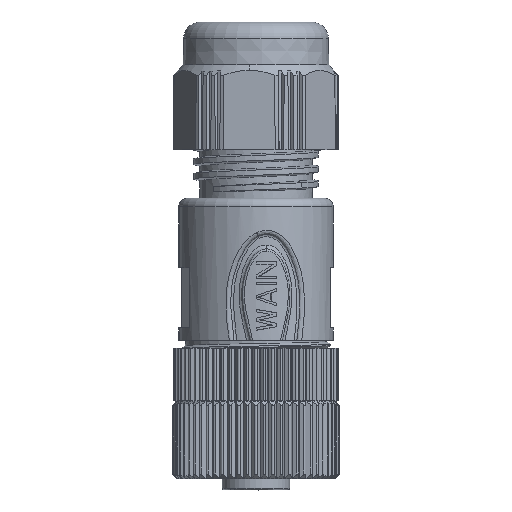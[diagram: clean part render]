
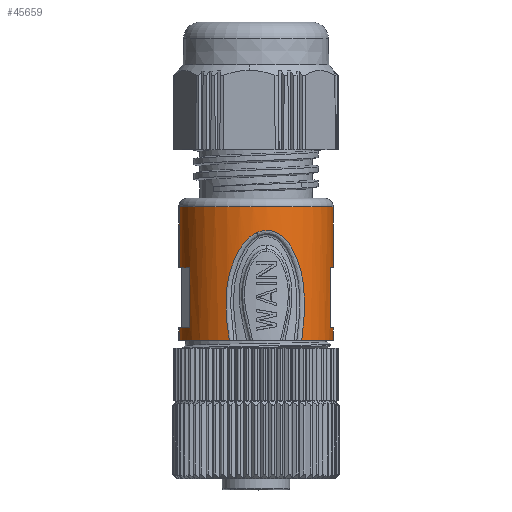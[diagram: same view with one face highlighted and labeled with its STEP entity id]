
A CAD part, top view. The second image highlights one B-rep face of the part: STEP entity #45659.
In plain terms, the highlighted cylindrical face has radius 9.25 mm (diameter 18.5 mm), a partial arc.
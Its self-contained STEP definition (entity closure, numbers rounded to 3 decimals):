
#14212=CARTESIAN_POINT('',(0.,7.3,0.));
#14213=DIRECTION('',(0.,1.,0.));
#14214=DIRECTION('',(0.591,0.,0.806));
#14215=AXIS2_PLACEMENT_3D('',#14212,#14213,#14214);
#14242=CARTESIAN_POINT('',(0.,7.3,0.));
#14243=DIRECTION('',(0.,1.,0.));
#14244=DIRECTION('',(-0.99,0.,0.139));
#14245=AXIS2_PLACEMENT_3D('',#14242,#14243,#14244);
#14301=DIRECTION('',(0.,1.,0.));
#14302=VECTOR('',#14301,1.5);
#14303=CARTESIAN_POINT('',(-9.16,7.3,1.287));
#14304=LINE('',#14303,#14302);
#14305=DIRECTION('',(0.,1.,0.));
#14306=VECTOR('',#14305,7.2);
#14307=CARTESIAN_POINT('',(-7.909,8.8,4.796));
#14308=LINE('',#14307,#14306);
#14309=DIRECTION('',(0.,1.,0.));
#14310=VECTOR('',#14309,7.3);
#14311=CARTESIAN_POINT('',(-9.16,16.,1.287));
#14312=LINE('',#14311,#14310);
#14313=DIRECTION('',(0.,-1.,0.));
#14314=VECTOR('',#14313,7.2);
#14315=CARTESIAN_POINT('',(8.925,16.,2.43));
#14316=LINE('',#14315,#14314);
#14317=CARTESIAN_POINT('',(0.071,20.187,
9.25));
#14318=CARTESIAN_POINT('',(-0.026,20.144,
9.25));
#14319=CARTESIAN_POINT('',(-0.222,20.044,
9.249));
#14320=CARTESIAN_POINT('',(-0.521,19.849,
9.237));
#14321=CARTESIAN_POINT('',(-0.832,19.6,
9.214));
#14322=CARTESIAN_POINT('',(-1.152,19.285,
9.18));
#14323=CARTESIAN_POINT('',(-1.481,18.896,
9.133));
#14324=CARTESIAN_POINT('',(-1.816,18.424,
9.072));
#14325=CARTESIAN_POINT('',(-2.153,17.861,
8.998));
#14326=CARTESIAN_POINT('',(-2.494,17.199,
8.91));
#14327=CARTESIAN_POINT('',(-2.822,16.441,
8.811));
#14328=CARTESIAN_POINT('',(-3.095,15.644,
8.718));
#14329=CARTESIAN_POINT('',(-3.305,14.827,
8.64));
#14330=CARTESIAN_POINT('',(-3.461,13.953,
8.578));
#14331=CARTESIAN_POINT('',(-3.567,12.959,
8.535));
#14332=CARTESIAN_POINT('',(-3.61,11.814,
8.516));
#14333=CARTESIAN_POINT('',(-3.577,10.504,
8.531));
#14334=CARTESIAN_POINT('',(-3.452,9.017,
8.583));
#14335=CARTESIAN_POINT('',(-3.295,7.893,
8.644));
#14336=CARTESIAN_POINT('',(-3.197,7.3,
8.68));
#14338=DIRECTION('',(0.,1.,0.));
#14339=VECTOR('',#14338,1.5);
#14340=CARTESIAN_POINT('',(9.16,7.3,-1.287));
#14341=LINE('',#14340,#14339);
#14346=DIRECTION('',(0.,1.,0.));
#14347=VECTOR('',#14346,7.3);
#14348=CARTESIAN_POINT('',(9.16,16.,-1.287));
#14349=LINE('',#14348,#14347);
#14388=CARTESIAN_POINT('',(0.,8.8,0.));
#14389=DIRECTION('',(0.,-1.,0.));
#14390=DIRECTION('',(0.99,0.,-0.139));
#14391=AXIS2_PLACEMENT_3D('',#14388,#14389,#14390);
#14406=CARTESIAN_POINT('',(0.,16.,0.));
#14407=DIRECTION('',(0.,1.,0.));
#14408=DIRECTION('',(0.965,0.,0.263));
#14409=AXIS2_PLACEMENT_3D('',#14406,#14407,#14408);
#14461=CARTESIAN_POINT('',(0.,23.3,0.));
#14462=DIRECTION('',(0.,-1.,0.));
#14463=DIRECTION('',(0.99,0.,-0.139));
#14464=AXIS2_PLACEMENT_3D('',#14461,#14462,#14463);
#14466=CARTESIAN_POINT('',(0.,23.3,0.));
#14467=DIRECTION('',(0.,-1.,0.));
#14468=DIRECTION('',(0.991,0.,-0.132));
#14469=AXIS2_PLACEMENT_3D('',#14466,#14467,#14468);
#21636=CARTESIAN_POINT('',(0.,16.,0.));
#21637=DIRECTION('',(0.,1.,0.));
#21638=DIRECTION('',(-0.99,0.,0.139));
#21639=AXIS2_PLACEMENT_3D('',#21636,#21637,#21638);
#21654=CARTESIAN_POINT('',(0.,8.8,0.));
#21655=DIRECTION('',(0.,-1.,0.));
#21656=DIRECTION('',(-0.855,0.,0.518));
#21657=AXIS2_PLACEMENT_3D('',#21654,#21655,#21656);
#22439=CARTESIAN_POINT('',(0.071,20.187,
9.25));
#22440=CARTESIAN_POINT('',(0.155,20.225,
9.249));
#22441=CARTESIAN_POINT('',(0.331,20.295,
9.245));
#22442=CARTESIAN_POINT('',(0.627,20.378,
9.23));
#22443=CARTESIAN_POINT('',(0.942,20.429,
9.204));
#22444=CARTESIAN_POINT('',(1.265,20.447,9.165));
#22445=CARTESIAN_POINT('',(1.585,20.434,9.115));
#22446=CARTESIAN_POINT('',(1.895,20.388,9.056));
#22447=CARTESIAN_POINT('',(2.188,20.31,8.989));
#22448=CARTESIAN_POINT('',(2.468,20.2,8.916));
#22449=CARTESIAN_POINT('',(2.749,20.053,8.834));
#22450=CARTESIAN_POINT('',(3.037,19.858,8.739));
#22451=CARTESIAN_POINT('',(3.33,19.61,8.632));
#22452=CARTESIAN_POINT('',(3.629,19.298,8.511));
#22453=CARTESIAN_POINT('',(3.935,18.907,8.374));
#22454=CARTESIAN_POINT('',(4.241,18.435,8.223));
#22455=CARTESIAN_POINT('',(4.545,17.872,8.059));
#22456=CARTESIAN_POINT('',(4.848,17.209,7.88));
#22457=CARTESIAN_POINT('',(5.138,16.445,7.694));
#22458=CARTESIAN_POINT('',(5.379,15.631,7.526));
#22459=CARTESIAN_POINT('',(5.565,14.789,7.39));
#22460=CARTESIAN_POINT('',(5.7,13.896,7.286));
#22461=CARTESIAN_POINT('',(5.788,12.896,7.216));
#22462=CARTESIAN_POINT('',(5.821,11.763,7.189));
#22463=CARTESIAN_POINT('',(5.788,10.462,7.215));
#22464=CARTESIAN_POINT('',(5.678,8.987,7.303));
#22465=CARTESIAN_POINT('',(5.548,7.883,7.402));
#22466=CARTESIAN_POINT('',(5.47,7.3,7.459));
#25947=CARTESIAN_POINT('',(-9.16,23.3,1.287));
#25948=VERTEX_POINT('',#25947);
#25951=CARTESIAN_POINT('',(9.16,23.3,-1.287));
#25952=VERTEX_POINT('',#25951);
#25953=CARTESIAN_POINT('',(9.169,23.3,-1.224));
#25954=VERTEX_POINT('',#25953);
#25955=CARTESIAN_POINT('',(-9.16,7.3,1.287));
#25956=CARTESIAN_POINT('',(-3.197,7.3,8.68));
#25957=VERTEX_POINT('',#25955);
#25958=VERTEX_POINT('',#25956);
#25959=CARTESIAN_POINT('',(-9.16,8.8,1.287));
#25960=VERTEX_POINT('',#25959);
#25961=CARTESIAN_POINT('',(-7.909,8.8,4.796));
#25962=VERTEX_POINT('',#25961);
#25963=CARTESIAN_POINT('',(-7.909,16.,4.796));
#25964=VERTEX_POINT('',#25963);
#25965=CARTESIAN_POINT('',(-9.16,16.,1.287));
#25966=VERTEX_POINT('',#25965);
#25967=CARTESIAN_POINT('',(9.16,16.,-1.287));
#25968=VERTEX_POINT('',#25967);
#25969=CARTESIAN_POINT('',(8.925,16.,2.43));
#25970=VERTEX_POINT('',#25969);
#25971=CARTESIAN_POINT('',(8.925,8.8,2.43));
#25972=VERTEX_POINT('',#25971);
#25973=CARTESIAN_POINT('',(9.16,8.8,-1.287));
#25974=VERTEX_POINT('',#25973);
#25975=CARTESIAN_POINT('',(9.16,7.3,-1.287));
#25976=VERTEX_POINT('',#25975);
#25977=CARTESIAN_POINT('',(5.47,7.3,7.459));
#25978=VERTEX_POINT('',#25977);
#25979=VERTEX_POINT('',#22439);
#45623=CARTESIAN_POINT('',(0.,1.2,0.));
#45624=DIRECTION('',(0.,1.,0.));
#45625=DIRECTION('',(0.99,0.,-0.139));
#45626=AXIS2_PLACEMENT_3D('',#45623,#45624,#45625);
#45627=CYLINDRICAL_SURFACE('',#45626,9.25);
#45628=ORIENTED_EDGE('',*,*,#45443,.F.);
#45630=ORIENTED_EDGE('',*,*,#45629,.T.);
#45632=ORIENTED_EDGE('',*,*,#45631,.F.);
#45634=ORIENTED_EDGE('',*,*,#45633,.T.);
#45636=ORIENTED_EDGE('',*,*,#45635,.F.);
#45638=ORIENTED_EDGE('',*,*,#45637,.T.);
#45640=ORIENTED_EDGE('',*,*,#45639,.F.);
#45642=ORIENTED_EDGE('',*,*,#45641,.F.);
#45644=ORIENTED_EDGE('',*,*,#45643,.F.);
#45646=ORIENTED_EDGE('',*,*,#45645,.F.);
#45648=ORIENTED_EDGE('',*,*,#45647,.T.);
#45650=ORIENTED_EDGE('',*,*,#45649,.F.);
#45652=ORIENTED_EDGE('',*,*,#45651,.F.);
#45653=ORIENTED_EDGE('',*,*,#45415,.F.);
#45655=ORIENTED_EDGE('',*,*,#45654,.F.);
#45656=ORIENTED_EDGE('',*,*,#45613,.T.);
#45657=EDGE_LOOP('',(#45628,#45630,#45632,#45634,#45636,#45638,#45640,#45642,
#45644,#45646,#45648,#45650,#45652,#45653,#45655,#45656));
#45658=FACE_OUTER_BOUND('',#45657,.F.);
#45659=ADVANCED_FACE('',(#45658),#45627,.T.);
#14216=CIRCLE('',#14215,9.25);
#14246=CIRCLE('',#14245,9.25);
#14337=B_SPLINE_CURVE_WITH_KNOTS('',3,(#14317,#14318,#14319,#14320,#14321,
#14322,#14323,#14324,#14325,#14326,#14327,#14328,#14329,#14330,#14331,#14332,
#14333,#14334,#14335,#14336),.UNSPECIFIED.,.F.,.F.,(4,1,1,1,1,1,1,1,1,1,1,1,1,1,
1,1,1,4),(0.,0.059,0.118,0.176,
0.235,0.294,0.353,0.412,
0.471,0.529,0.588,0.647,
0.706,0.765,0.824,0.882,
0.941,1.),.UNSPECIFIED.);
#14392=CIRCLE('',#14391,9.25);
#14410=CIRCLE('',#14409,9.25);
#14465=CIRCLE('',#14464,9.25);
#14470=CIRCLE('',#14469,9.25);
#21640=CIRCLE('',#21639,9.25);
#21658=CIRCLE('',#21657,9.25);
#22467=B_SPLINE_CURVE_WITH_KNOTS('',3,(#22439,#22440,#22441,#22442,#22443,
#22444,#22445,#22446,#22447,#22448,#22449,#22450,#22451,#22452,#22453,#22454,
#22455,#22456,#22457,#22458,#22459,#22460,#22461,#22462,#22463,#22464,#22465,
#22466),.UNSPECIFIED.,.F.,.F.,(4,1,1,1,1,1,1,1,1,1,1,1,1,1,1,1,1,1,1,1,1,1,1,1,
1,4),(0.,0.04,0.08,0.12,0.16,0.2,0.24,0.28,0.32,0.36,0.4,
0.44,0.48,0.52,0.56,0.6,0.64,0.68,0.72,0.76,0.8,0.84,
0.88,0.92,0.96,1.),.UNSPECIFIED.);
#45415=EDGE_CURVE('',#25978,#25976,#14216,.T.);
#45443=EDGE_CURVE('',#25957,#25958,#14246,.T.);
#45613=EDGE_CURVE('',#25979,#25958,#14337,.T.);
#45629=EDGE_CURVE('',#25957,#25960,#14304,.T.);
#45631=EDGE_CURVE('',#25962,#25960,#21658,.T.);
#45633=EDGE_CURVE('',#25962,#25964,#14308,.T.);
#45635=EDGE_CURVE('',#25966,#25964,#21640,.T.);
#45637=EDGE_CURVE('',#25966,#25948,#14312,.T.);
#45639=EDGE_CURVE('',#25954,#25948,#14470,.T.);
#45641=EDGE_CURVE('',#25952,#25954,#14465,.T.);
#45643=EDGE_CURVE('',#25968,#25952,#14349,.T.);
#45645=EDGE_CURVE('',#25970,#25968,#14410,.T.);
#45647=EDGE_CURVE('',#25970,#25972,#14316,.T.);
#45649=EDGE_CURVE('',#25974,#25972,#14392,.T.);
#45651=EDGE_CURVE('',#25976,#25974,#14341,.T.);
#45654=EDGE_CURVE('',#25979,#25978,#22467,.T.);
